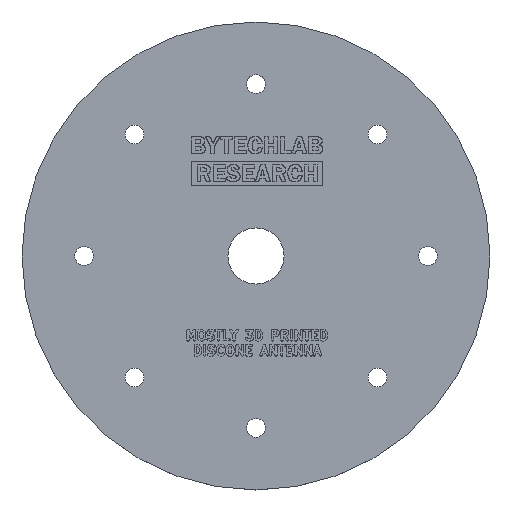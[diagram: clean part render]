
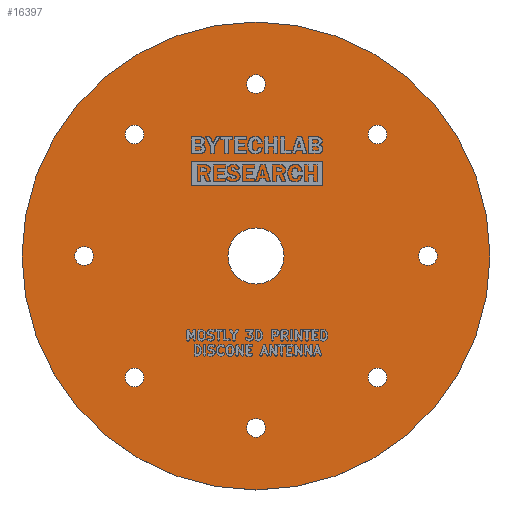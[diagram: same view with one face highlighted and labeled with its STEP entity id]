
A CAD part, top view. The second image highlights one B-rep face of the part: STEP entity #16397.
In plain terms, the highlighted planar face has unit normal (0, 0, 1).
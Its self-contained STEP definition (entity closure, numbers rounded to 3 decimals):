
#16263 = VERTEX_POINT('',#16264);
#16264 = CARTESIAN_POINT('',(173.501,-105.003,1.51));
#16270 = EDGE_CURVE('',#16263,#16263,#16271,.T.);
#16271 = CIRCLE('',#16272,25.);
#16272 = AXIS2_PLACEMENT_3D('',#16273,#16274,#16275);
#16273 = CARTESIAN_POINT('',(148.501,-105.003,1.51));
#16274 = DIRECTION('',(0.,0.,1.));
#16275 = DIRECTION('',(1.,0.,-0.));
#16397 = ADVANCED_FACE('',(#16398,#16401,#16412,#16423,#16434,#16445,
    #16456,#16467,#16478,#16489),#16500,.T.);
#16398 = FACE_BOUND('',#16399,.T.);
#16399 = EDGE_LOOP('',(#16400));
#16400 = ORIENTED_EDGE('',*,*,#16270,.T.);
#16401 = FACE_BOUND('',#16402,.T.);
#16402 = EDGE_LOOP('',(#16403));
#16403 = ORIENTED_EDGE('',*,*,#16404,.T.);
#16404 = EDGE_CURVE('',#16405,#16405,#16407,.T.);
#16405 = VERTEX_POINT('',#16406);
#16406 = CARTESIAN_POINT('',(135.518,-118.986,1.51));
#16407 = CIRCLE('',#16408,1.);
#16408 = AXIS2_PLACEMENT_3D('',#16409,#16410,#16411);
#16409 = CARTESIAN_POINT('',(135.518,-117.986,1.51));
#16410 = DIRECTION('',(-0.,0.,-1.));
#16411 = DIRECTION('',(-0.,-1.,0.));
#16412 = FACE_BOUND('',#16413,.T.);
#16413 = EDGE_LOOP('',(#16414));
#16414 = ORIENTED_EDGE('',*,*,#16415,.T.);
#16415 = EDGE_CURVE('',#16416,#16416,#16418,.T.);
#16416 = VERTEX_POINT('',#16417);
#16417 = CARTESIAN_POINT('',(148.501,-124.363,1.51));
#16418 = CIRCLE('',#16419,1.);
#16419 = AXIS2_PLACEMENT_3D('',#16420,#16421,#16422);
#16420 = CARTESIAN_POINT('',(148.501,-123.363,1.51));
#16421 = DIRECTION('',(-0.,0.,-1.));
#16422 = DIRECTION('',(-0.,-1.,0.));
#16423 = FACE_BOUND('',#16424,.T.);
#16424 = EDGE_LOOP('',(#16425));
#16425 = ORIENTED_EDGE('',*,*,#16426,.T.);
#16426 = EDGE_CURVE('',#16427,#16427,#16429,.T.);
#16427 = VERTEX_POINT('',#16428);
#16428 = CARTESIAN_POINT('',(161.483,-118.986,1.51));
#16429 = CIRCLE('',#16430,1.);
#16430 = AXIS2_PLACEMENT_3D('',#16431,#16432,#16433);
#16431 = CARTESIAN_POINT('',(161.483,-117.986,1.51));
#16432 = DIRECTION('',(-0.,0.,-1.));
#16433 = DIRECTION('',(-0.,-1.,0.));
#16434 = FACE_BOUND('',#16435,.T.);
#16435 = EDGE_LOOP('',(#16436));
#16436 = ORIENTED_EDGE('',*,*,#16437,.T.);
#16437 = EDGE_CURVE('',#16438,#16438,#16440,.T.);
#16438 = VERTEX_POINT('',#16439);
#16439 = CARTESIAN_POINT('',(130.141,-106.003,1.51));
#16440 = CIRCLE('',#16441,1.);
#16441 = AXIS2_PLACEMENT_3D('',#16442,#16443,#16444);
#16442 = CARTESIAN_POINT('',(130.141,-105.003,1.51));
#16443 = DIRECTION('',(-0.,0.,-1.));
#16444 = DIRECTION('',(-0.,-1.,0.));
#16445 = FACE_BOUND('',#16446,.T.);
#16446 = EDGE_LOOP('',(#16447));
#16447 = ORIENTED_EDGE('',*,*,#16448,.T.);
#16448 = EDGE_CURVE('',#16449,#16449,#16451,.T.);
#16449 = VERTEX_POINT('',#16450);
#16450 = CARTESIAN_POINT('',(148.501,-108.003,1.51));
#16451 = CIRCLE('',#16452,3.);
#16452 = AXIS2_PLACEMENT_3D('',#16453,#16454,#16455);
#16453 = CARTESIAN_POINT('',(148.501,-105.003,1.51));
#16454 = DIRECTION('',(-0.,0.,-1.));
#16455 = DIRECTION('',(-0.,-1.,0.));
#16456 = FACE_BOUND('',#16457,.T.);
#16457 = EDGE_LOOP('',(#16458));
#16458 = ORIENTED_EDGE('',*,*,#16459,.T.);
#16459 = EDGE_CURVE('',#16460,#16460,#16462,.T.);
#16460 = VERTEX_POINT('',#16461);
#16461 = CARTESIAN_POINT('',(135.518,-93.021,1.51));
#16462 = CIRCLE('',#16463,1.);
#16463 = AXIS2_PLACEMENT_3D('',#16464,#16465,#16466);
#16464 = CARTESIAN_POINT('',(135.518,-92.021,1.51));
#16465 = DIRECTION('',(-0.,0.,-1.));
#16466 = DIRECTION('',(-0.,-1.,0.));
#16467 = FACE_BOUND('',#16468,.T.);
#16468 = EDGE_LOOP('',(#16469));
#16469 = ORIENTED_EDGE('',*,*,#16470,.T.);
#16470 = EDGE_CURVE('',#16471,#16471,#16473,.T.);
#16471 = VERTEX_POINT('',#16472);
#16472 = CARTESIAN_POINT('',(148.501,-87.643,1.51));
#16473 = CIRCLE('',#16474,1.);
#16474 = AXIS2_PLACEMENT_3D('',#16475,#16476,#16477);
#16475 = CARTESIAN_POINT('',(148.501,-86.643,1.51));
#16476 = DIRECTION('',(-0.,0.,-1.));
#16477 = DIRECTION('',(-0.,-1.,0.));
#16478 = FACE_BOUND('',#16479,.T.);
#16479 = EDGE_LOOP('',(#16480));
#16480 = ORIENTED_EDGE('',*,*,#16481,.T.);
#16481 = EDGE_CURVE('',#16482,#16482,#16484,.T.);
#16482 = VERTEX_POINT('',#16483);
#16483 = CARTESIAN_POINT('',(166.861,-106.003,1.51));
#16484 = CIRCLE('',#16485,1.);
#16485 = AXIS2_PLACEMENT_3D('',#16486,#16487,#16488);
#16486 = CARTESIAN_POINT('',(166.861,-105.003,1.51));
#16487 = DIRECTION('',(-0.,0.,-1.));
#16488 = DIRECTION('',(-0.,-1.,0.));
#16489 = FACE_BOUND('',#16490,.T.);
#16490 = EDGE_LOOP('',(#16491));
#16491 = ORIENTED_EDGE('',*,*,#16492,.T.);
#16492 = EDGE_CURVE('',#16493,#16493,#16495,.T.);
#16493 = VERTEX_POINT('',#16494);
#16494 = CARTESIAN_POINT('',(161.483,-93.021,1.51));
#16495 = CIRCLE('',#16496,1.);
#16496 = AXIS2_PLACEMENT_3D('',#16497,#16498,#16499);
#16497 = CARTESIAN_POINT('',(161.483,-92.021,1.51));
#16498 = DIRECTION('',(-0.,0.,-1.));
#16499 = DIRECTION('',(-0.,-1.,0.));
#16500 = PLANE('',#16501);
#16501 = AXIS2_PLACEMENT_3D('',#16502,#16503,#16504);
#16502 = CARTESIAN_POINT('',(0.,0.,1.51));
#16503 = DIRECTION('',(0.,0.,1.));
#16504 = DIRECTION('',(1.,0.,-0.));
